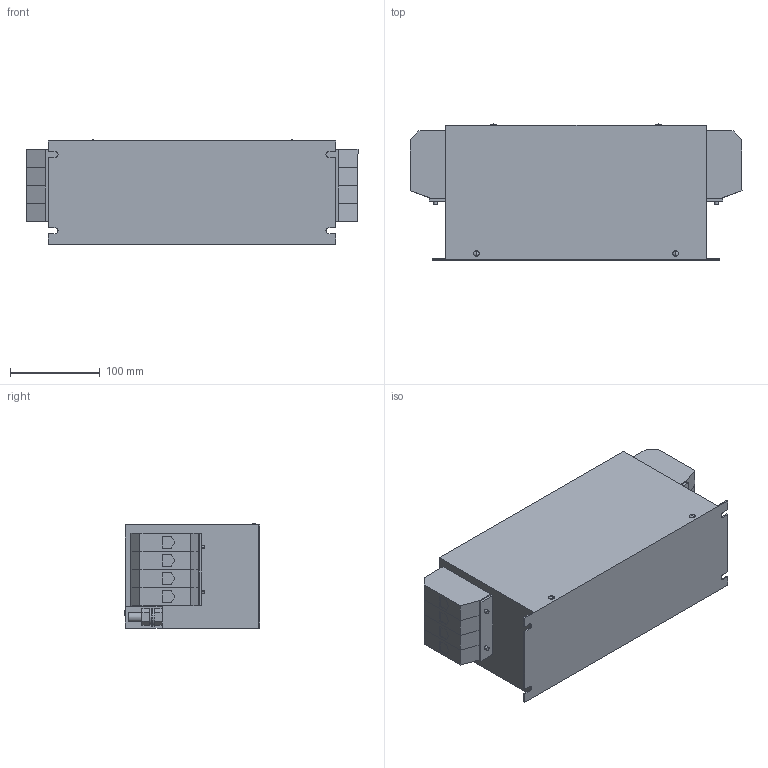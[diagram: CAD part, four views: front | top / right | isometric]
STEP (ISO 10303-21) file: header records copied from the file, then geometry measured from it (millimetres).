
FILE_DESCRIPTION (( 'STEP AP214' ), '1' );
FILE_NAME ('194713.STEP', '2024-03-21T14:41:09', ( '' ), ( '' ), 'SwSTEP 2.0', 'SolidWorks 2022', '' );
FILE_SCHEMA (( 'AUTOMOTIVE_DESIGN' ));
Length unit declared in the file: millimetre
Products named in the file (1): 194713
Bounding box: 369.8 x 151.47 x 116.47 mm (x, y, z)
Volume: 5438432 mm3; surface area: 231808.2 mm2
Topology: 1 solids, 17 shells, 427 faces, 996 edges, 650 vertices
Faces by surface type: plane 327, cylinder 92, sphere 8
Entity records: 12100 total; most frequent: CARTESIAN_POINT 2074, DIRECTION 2072, ORIENTED_EDGE 1992, EDGE_CURVE 996, VECTOR 776, LINE 776, VERTEX_POINT 650, AXIS2_PLACEMENT_3D 648
